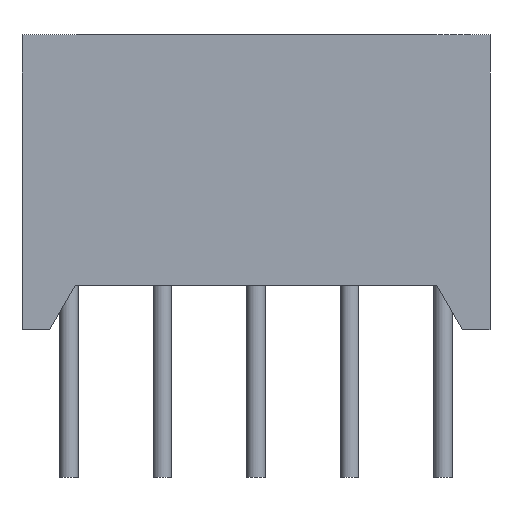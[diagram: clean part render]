
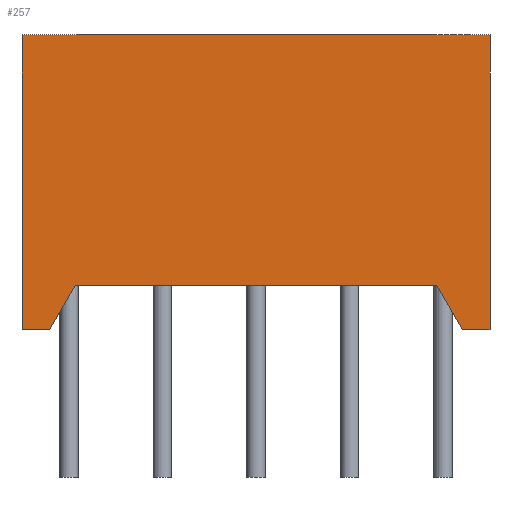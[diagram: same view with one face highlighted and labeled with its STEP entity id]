
A CAD part, front view. The second image highlights one B-rep face of the part: STEP entity #257.
In plain terms, the highlighted planar face has unit normal (0, -1, 0).
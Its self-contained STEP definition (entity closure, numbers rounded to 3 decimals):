
#257=ADVANCED_FACE('',(#899),#901,.T.);
#899=FACE_BOUND('',#900,.T.);
#900=EDGE_LOOP('',(#1487,#1488,#1489,#1490,#1491,#1492,#1493,#1494));
#901=PLANE('',#902);
#902=AXIS2_PLACEMENT_3D('',#903,#904,#905);
#903=CARTESIAN_POINT('',(-6.35,-9.55,0.));
#904=DIRECTION('',(0.,-1.,0.));
#905=DIRECTION('',(1.,0.,0.));
#1487=ORIENTED_EDGE('',*,*,#1735,.T.);
#1488=ORIENTED_EDGE('',*,*,#1736,.T.);
#1489=ORIENTED_EDGE('',*,*,#1737,.T.);
#1490=ORIENTED_EDGE('',*,*,#1738,.T.);
#1491=ORIENTED_EDGE('',*,*,#1720,.F.);
#1492=ORIENTED_EDGE('',*,*,#1732,.F.);
#1493=ORIENTED_EDGE('',*,*,#1739,.T.);
#1494=ORIENTED_EDGE('',*,*,#1740,.T.);
#1720=EDGE_CURVE('',#1911,#1913,#1914,.T.);
#1732=EDGE_CURVE('',#1934,#1911,#1936,.T.);
#1735=EDGE_CURVE('',#1940,#1941,#1942,.F.);
#1736=EDGE_CURVE('',#1941,#1943,#1944,.F.);
#1737=EDGE_CURVE('',#1943,#1945,#1946,.T.);
#1738=EDGE_CURVE('',#1945,#1913,#1947,.T.);
#1739=EDGE_CURVE('',#1934,#1948,#1949,.T.);
#1740=EDGE_CURVE('',#1948,#1940,#1950,.F.);
#1911=VERTEX_POINT('',#2262);
#1913=VERTEX_POINT('',#2266);
#1914=LINE('',#2267,#2268);
#1934=VERTEX_POINT('',#2309);
#1936=LINE('',#2313,#2314);
#1940=VERTEX_POINT('',#2323);
#1941=VERTEX_POINT('',#2324);
#1942=LINE('',#2325,#2326);
#1943=VERTEX_POINT('',#2328);
#1944=LINE('',#2329,#2330);
#1945=VERTEX_POINT('',#2332);
#1946=LINE('',#2333,#2334);
#1947=LINE('',#2336,#2337);
#1948=VERTEX_POINT('',#2339);
#1949=LINE('',#2340,#2341);
#1950=LINE('',#2343,#2344);
#2262=CARTESIAN_POINT('',(-6.35,-9.55,8.));
#2266=CARTESIAN_POINT('',(6.35,-9.55,8.));
#2267=CARTESIAN_POINT('',(-6.35,-9.55,8.));
#2268=VECTOR('',#2269,1.);
#2269=DIRECTION('',(1.,0.,0.));
#2309=CARTESIAN_POINT('',(-6.35,-9.55,0.));
#2313=CARTESIAN_POINT('',(-6.35,-9.55,0.));
#2314=VECTOR('',#2315,1.);
#2315=DIRECTION('',(0.,0.,1.));
#2323=CARTESIAN_POINT('',(-4.907,-9.55,1.2));
#2324=CARTESIAN_POINT('',(4.907,-9.55,1.2));
#2325=CARTESIAN_POINT('',(4.907,-9.55,1.2));
#2326=VECTOR('',#2327,1.);
#2327=DIRECTION('',(-1.,0.,0.));
#2328=CARTESIAN_POINT('',(5.6,-9.55,0.));
#2329=CARTESIAN_POINT('',(5.6,-9.55,0.));
#2330=VECTOR('',#2331,1.);
#2331=DIRECTION('',(-0.5,0.,0.866));
#2332=CARTESIAN_POINT('',(6.35,-9.55,0.));
#2333=CARTESIAN_POINT('',(5.6,-9.55,0.));
#2334=VECTOR('',#2335,1.);
#2335=DIRECTION('',(1.,0.,0.));
#2336=CARTESIAN_POINT('',(6.35,-9.55,0.));
#2337=VECTOR('',#2338,1.);
#2338=DIRECTION('',(0.,0.,1.));
#2339=CARTESIAN_POINT('',(-5.6,-9.55,0.));
#2340=CARTESIAN_POINT('',(-6.35,-9.55,0.));
#2341=VECTOR('',#2342,1.);
#2342=DIRECTION('',(1.,0.,0.));
#2343=CARTESIAN_POINT('',(-4.907,-9.55,1.2));
#2344=VECTOR('',#2345,1.);
#2345=DIRECTION('',(-0.5,0.,-0.866));
